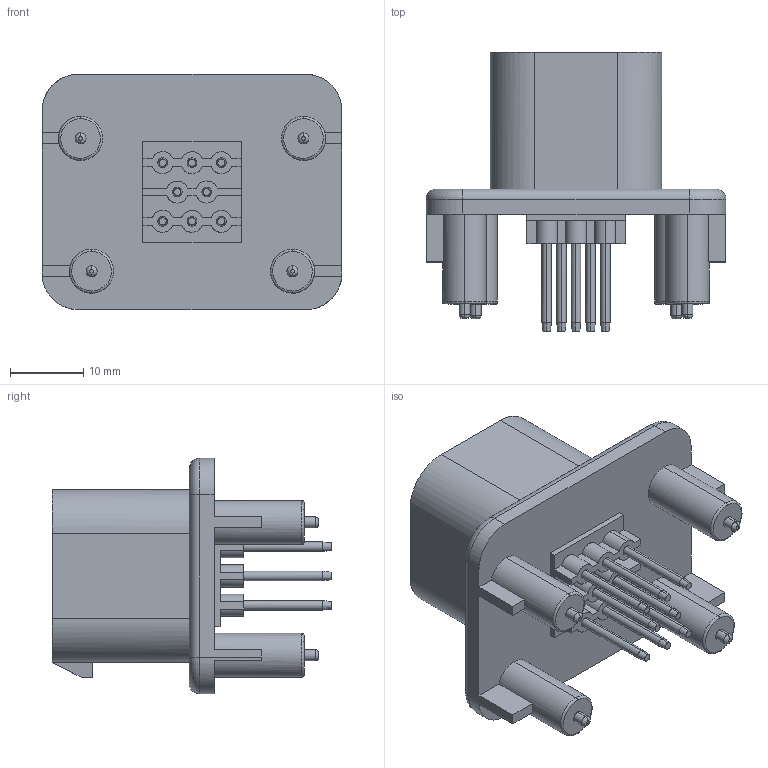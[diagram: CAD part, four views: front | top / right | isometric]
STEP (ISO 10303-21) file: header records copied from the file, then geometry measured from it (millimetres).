
FILE_DESCRIPTION( ('This file contains a STEP AP42 implementation' ,'as created by ZW3D STEP Interface translator.') ,'2;1' );
FILE_NAME( '74040-3MS008ABSMNAX(W).stp' ,'23 313.212242', (''), ('ZWCAD Software Co.'), 'Version 1.0', 'ZW3D to STEP translator', '' );
FILE_SCHEMA(('AUTOMOTIVE_DESIGN { 1 0 10303 214 1 1 1 1 }'));
Length unit declared in the file: millimetre
Products named in the file (2): 0; 11
Bounding box: 40.9 x 38.05 x 32.1 mm (x, y, z)
Volume: 7464.7 mm3; surface area: 9246.7 mm2
Topology: 1 solids, 15 shells, 422 faces, 1075 edges, 665 vertices
Faces by surface type: cylinder 191, plane 149, sphere 30, torus 24, cone 20, bspline 8
Entity records: 21905 total; most frequent: CARTESIAN_POINT 13524, ORIENTED_EDGE 2004, EDGE_CURVE 1027, B_SPLINE_CURVE_WITH_KNOTS 979, DIRECTION 930, VERTEX_POINT 656, EDGE_LOOP 465, AXIS2_PLACEMENT_3D 463
